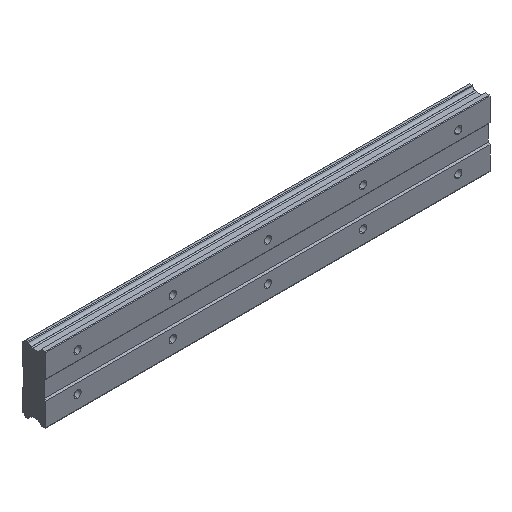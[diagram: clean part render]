
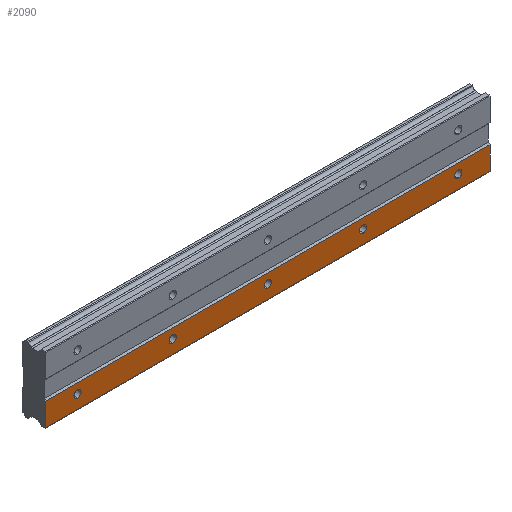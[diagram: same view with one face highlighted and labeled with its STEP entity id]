
A CAD part, isometric view. The second image highlights one B-rep face of the part: STEP entity #2090.
In plain terms, the highlighted planar face has unit normal (0, -1, 0).
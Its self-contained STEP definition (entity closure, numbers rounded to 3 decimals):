
#14 = FACE_BOUND ( 'NONE', #1702, .T. ) ;
#16 = LINE ( 'NONE', #863, #2531 ) ;
#36 = CARTESIAN_POINT ( 'NONE',  ( 120., 0., -12. ) ) ;
#45 = EDGE_CURVE ( 'NONE', #1850, #2186, #2377, .T. ) ;
#67 = DIRECTION ( 'NONE',  ( 0., 0., 1. ) ) ;
#89 = EDGE_CURVE ( 'NONE', #351, #1796, #763, .T. ) ;
#90 = VERTEX_POINT ( 'NONE', #1699 ) ;
#135 = ORIENTED_EDGE ( 'NONE', *, *, #1236, .F. ) ;
#141 = DIRECTION ( 'NONE',  ( 0., 0., 1. ) ) ;
#170 = ORIENTED_EDGE ( 'NONE', *, *, #1508, .F. ) ;
#215 = FACE_OUTER_BOUND ( 'NONE', #1026, .T. ) ;
#243 = ORIENTED_EDGE ( 'NONE', *, *, #1119, .F. ) ;
#250 = CARTESIAN_POINT ( 'NONE',  ( 260., 0., -6. ) ) ;
#269 = AXIS2_PLACEMENT_3D ( 'NONE', #998, #2266, #1040 ) ;
#292 = DIRECTION ( 'NONE',  ( 0., 0., 1. ) ) ;
#351 = VERTEX_POINT ( 'NONE', #2598 ) ;
#381 = FACE_BOUND ( 'NONE', #765, .T. ) ;
#394 = CARTESIAN_POINT ( 'NONE',  ( 0., 0., -12. ) ) ;
#424 = DIRECTION ( 'NONE',  ( 0., -1., 0. ) ) ;
#425 = DIRECTION ( 'NONE',  ( 0., 0., -1. ) ) ;
#436 = CARTESIAN_POINT ( 'NONE',  ( 240., 0., -14.25 ) ) ;
#438 = DIRECTION ( 'NONE',  ( 0., -1., 0. ) ) ;
#445 = DIRECTION ( 'NONE',  ( 0., -1., 0. ) ) ;
#457 = CARTESIAN_POINT ( 'NONE',  ( 60., 0., -9.75 ) ) ;
#472 = EDGE_CURVE ( 'NONE', #503, #90, #2046, .T. ) ;
#477 = ORIENTED_EDGE ( 'NONE', *, *, #2461, .F. ) ;
#503 = VERTEX_POINT ( 'NONE', #549 ) ;
#510 = VERTEX_POINT ( 'NONE', #643 ) ;
#549 = CARTESIAN_POINT ( 'NONE',  ( -20., 0., -20.5 ) ) ;
#599 = DIRECTION ( 'NONE',  ( 0., 0., 1. ) ) ;
#610 = CARTESIAN_POINT ( 'NONE',  ( 0., 0., -12. ) ) ;
#622 = CARTESIAN_POINT ( 'NONE',  ( 180., 0., -12. ) ) ;
#643 = CARTESIAN_POINT ( 'NONE',  ( 260., 0., -20.5 ) ) ;
#648 = CARTESIAN_POINT ( 'NONE',  ( 240., 0., -12. ) ) ;
#652 = VERTEX_POINT ( 'NONE', #2620 ) ;
#701 = CIRCLE ( 'NONE', #2050, 2.25 ) ;
#704 = VECTOR ( 'NONE', #1101, 1000. ) ;
#746 = EDGE_CURVE ( 'NONE', #2317, #2216, #1243, .T. ) ;
#749 = DIRECTION ( 'NONE',  ( 0., 0., 1. ) ) ;
#755 = AXIS2_PLACEMENT_3D ( 'NONE', #622, #438, #1291 ) ;
#763 = CIRCLE ( 'NONE', #2724, 2.25 ) ;
#765 = EDGE_LOOP ( 'NONE', ( #989, #2630 ) ) ;
#789 = ORIENTED_EDGE ( 'NONE', *, *, #2433, .F. ) ;
#798 = CIRCLE ( 'NONE', #1027, 2.25 ) ;
#863 = CARTESIAN_POINT ( 'NONE',  ( 260., 0., -6. ) ) ;
#872 = ORIENTED_EDGE ( 'NONE', *, *, #996, .F. ) ;
#876 = VECTOR ( 'NONE', #749, 1000. ) ;
#881 = CIRCLE ( 'NONE', #2136, 2.25 ) ;
#989 = ORIENTED_EDGE ( 'NONE', *, *, #746, .F. ) ;
#996 = EDGE_CURVE ( 'NONE', #2716, #652, #701, .T. ) ;
#998 = CARTESIAN_POINT ( 'NONE',  ( 120., 0., -12. ) ) ;
#1026 = EDGE_LOOP ( 'NONE', ( #1224, #789, #2735, #2286 ) ) ;
#1027 = AXIS2_PLACEMENT_3D ( 'NONE', #2212, #2599, #292 ) ;
#1040 = DIRECTION ( 'NONE',  ( 0., 0., 1. ) ) ;
#1050 = CARTESIAN_POINT ( 'NONE',  ( 60., 0., -12. ) ) ;
#1061 = FACE_BOUND ( 'NONE', #1969, .T. ) ;
#1063 = DIRECTION ( 'NONE',  ( 1., 0., 0. ) ) ;
#1078 = CARTESIAN_POINT ( 'NONE',  ( 60., 0., -14.25 ) ) ;
#1101 = DIRECTION ( 'NONE',  ( -1., 0., 0. ) ) ;
#1119 = EDGE_CURVE ( 'NONE', #652, #2716, #881, .T. ) ;
#1129 = CARTESIAN_POINT ( 'NONE',  ( 180., 0., -9.75 ) ) ;
#1194 = CARTESIAN_POINT ( 'NONE',  ( 180., 0., -14.25 ) ) ;
#1219 = EDGE_CURVE ( 'NONE', #90, #1420, #16, .T. ) ;
#1224 = ORIENTED_EDGE ( 'NONE', *, *, #1592, .F. ) ;
#1231 = PLANE ( 'NONE',  #1792 ) ;
#1236 = EDGE_CURVE ( 'NONE', #2186, #1850, #2307, .T. ) ;
#1243 = CIRCLE ( 'NONE', #2658, 2.25 ) ;
#1282 = DIRECTION ( 'NONE',  ( 0., 0., 1. ) ) ;
#1291 = DIRECTION ( 'NONE',  ( 0., 0., 1. ) ) ;
#1311 = DIRECTION ( 'NONE',  ( 0., -1., 0. ) ) ;
#1328 = AXIS2_PLACEMENT_3D ( 'NONE', #1050, #1930, #1722 ) ;
#1370 = CARTESIAN_POINT ( 'NONE',  ( 60., 0., -12. ) ) ;
#1387 = EDGE_LOOP ( 'NONE', ( #2064, #477 ) ) ;
#1389 = EDGE_CURVE ( 'NONE', #2216, #2317, #1871, .T. ) ;
#1420 = VERTEX_POINT ( 'NONE', #2494 ) ;
#1442 = FACE_BOUND ( 'NONE', #1387, .T. ) ;
#1490 = DIRECTION ( 'NONE',  ( 0., 0., 1. ) ) ;
#1508 = EDGE_CURVE ( 'NONE', #1796, #351, #1560, .T. ) ;
#1560 = CIRCLE ( 'NONE', #2311, 2.25 ) ;
#1592 = EDGE_CURVE ( 'NONE', #510, #503, #2147, .T. ) ;
#1613 = VECTOR ( 'NONE', #425, 1000. ) ;
#1699 = CARTESIAN_POINT ( 'NONE',  ( -20., 0., -6. ) ) ;
#1702 = EDGE_LOOP ( 'NONE', ( #2004, #135 ) ) ;
#1722 = DIRECTION ( 'NONE',  ( 0., 0., 1. ) ) ;
#1731 = VERTEX_POINT ( 'NONE', #1129 ) ;
#1788 = VERTEX_POINT ( 'NONE', #1194 ) ;
#1792 = AXIS2_PLACEMENT_3D ( 'NONE', #2375, #2563, #1993 ) ;
#1796 = VERTEX_POINT ( 'NONE', #436 ) ;
#1800 = ORIENTED_EDGE ( 'NONE', *, *, #89, .F. ) ;
#1850 = VERTEX_POINT ( 'NONE', #457 ) ;
#1871 = CIRCLE ( 'NONE', #269, 2.25 ) ;
#1920 = FACE_BOUND ( 'NONE', #2434, .T. ) ;
#1930 = DIRECTION ( 'NONE',  ( 0., -1., 0. ) ) ;
#1943 = CARTESIAN_POINT ( 'NONE',  ( 260., 0., -20.5 ) ) ;
#1951 = LINE ( 'NONE', #250, #1613 ) ;
#1969 = EDGE_LOOP ( 'NONE', ( #872, #243 ) ) ;
#1971 = CIRCLE ( 'NONE', #755, 2.25 ) ;
#1985 = AXIS2_PLACEMENT_3D ( 'NONE', #1370, #2226, #141 ) ;
#1993 = DIRECTION ( 'NONE',  ( 0., 0., 1. ) ) ;
#2004 = ORIENTED_EDGE ( 'NONE', *, *, #45, .F. ) ;
#2046 = LINE ( 'NONE', #2445, #876 ) ;
#2050 = AXIS2_PLACEMENT_3D ( 'NONE', #610, #2510, #599 ) ;
#2064 = ORIENTED_EDGE ( 'NONE', *, *, #2591, .F. ) ;
#2084 = DIRECTION ( 'NONE',  ( 0., -1., 0. ) ) ;
#2090 = ADVANCED_FACE ( 'NONE', ( #215, #1061, #1920, #1442, #381, #14 ), #1231, .F. ) ;
#2106 = CARTESIAN_POINT ( 'NONE',  ( 240., 0., -12. ) ) ;
#2136 = AXIS2_PLACEMENT_3D ( 'NONE', #394, #2084, #2472 ) ;
#2147 = LINE ( 'NONE', #1943, #704 ) ;
#2186 = VERTEX_POINT ( 'NONE', #1078 ) ;
#2212 = CARTESIAN_POINT ( 'NONE',  ( 180., 0., -12. ) ) ;
#2216 = VERTEX_POINT ( 'NONE', #2242 ) ;
#2226 = DIRECTION ( 'NONE',  ( 0., -1., 0. ) ) ;
#2242 = CARTESIAN_POINT ( 'NONE',  ( 120., 0., -14.25 ) ) ;
#2266 = DIRECTION ( 'NONE',  ( 0., -1., 0. ) ) ;
#2286 = ORIENTED_EDGE ( 'NONE', *, *, #472, .F. ) ;
#2297 = CARTESIAN_POINT ( 'NONE',  ( 0., 0., -9.75 ) ) ;
#2307 = CIRCLE ( 'NONE', #1328, 2.25 ) ;
#2311 = AXIS2_PLACEMENT_3D ( 'NONE', #648, #445, #67 ) ;
#2317 = VERTEX_POINT ( 'NONE', #2440 ) ;
#2375 = CARTESIAN_POINT ( 'NONE',  ( 260., 0., -6. ) ) ;
#2377 = CIRCLE ( 'NONE', #1985, 2.25 ) ;
#2433 = EDGE_CURVE ( 'NONE', #1420, #510, #1951, .T. ) ;
#2434 = EDGE_LOOP ( 'NONE', ( #1800, #170 ) ) ;
#2440 = CARTESIAN_POINT ( 'NONE',  ( 120., 0., -9.75 ) ) ;
#2445 = CARTESIAN_POINT ( 'NONE',  ( -20., 0., -6. ) ) ;
#2461 = EDGE_CURVE ( 'NONE', #1788, #1731, #1971, .T. ) ;
#2472 = DIRECTION ( 'NONE',  ( 0., 0., 1. ) ) ;
#2494 = CARTESIAN_POINT ( 'NONE',  ( 260., 0., -6. ) ) ;
#2510 = DIRECTION ( 'NONE',  ( 0., -1., 0. ) ) ;
#2531 = VECTOR ( 'NONE', #1063, 1000. ) ;
#2563 = DIRECTION ( 'NONE',  ( 0., 1., 0. ) ) ;
#2591 = EDGE_CURVE ( 'NONE', #1731, #1788, #798, .T. ) ;
#2598 = CARTESIAN_POINT ( 'NONE',  ( 240., 0., -9.75 ) ) ;
#2599 = DIRECTION ( 'NONE',  ( 0., -1., 0. ) ) ;
#2620 = CARTESIAN_POINT ( 'NONE',  ( 0., 0., -14.25 ) ) ;
#2630 = ORIENTED_EDGE ( 'NONE', *, *, #1389, .F. ) ;
#2658 = AXIS2_PLACEMENT_3D ( 'NONE', #36, #1311, #1282 ) ;
#2716 = VERTEX_POINT ( 'NONE', #2297 ) ;
#2724 = AXIS2_PLACEMENT_3D ( 'NONE', #2106, #424, #1490 ) ;
#2735 = ORIENTED_EDGE ( 'NONE', *, *, #1219, .F. ) ;
